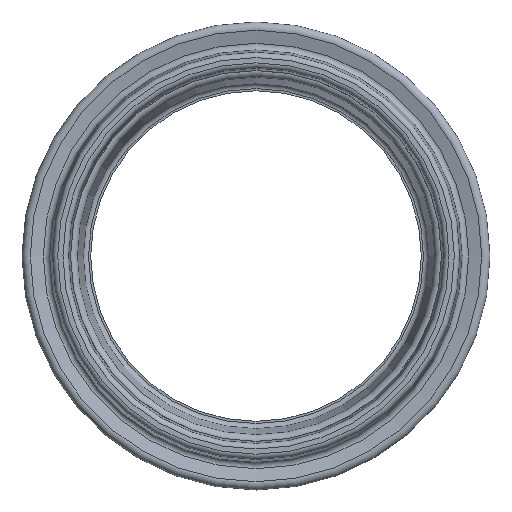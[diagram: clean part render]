
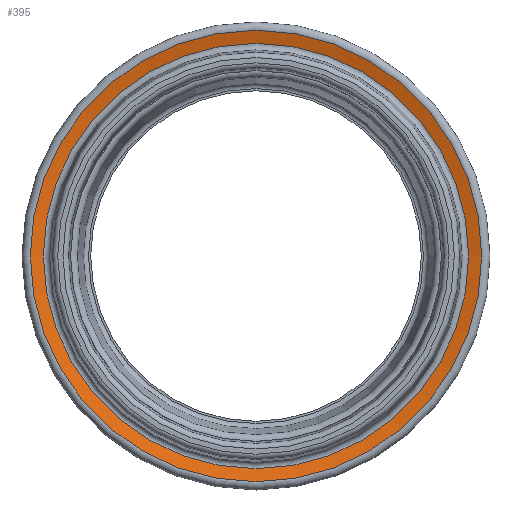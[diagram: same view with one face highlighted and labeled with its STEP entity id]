
A CAD part, top view. The second image highlights one B-rep face of the part: STEP entity #395.
In plain terms, the highlighted conical face has half-angle 75 degrees and reference radius 828.839 mm.
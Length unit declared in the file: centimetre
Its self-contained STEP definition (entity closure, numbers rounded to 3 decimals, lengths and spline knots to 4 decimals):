
#29=CONICAL_SURFACE('',#450,82.8839,1.309);
#42=LINE('',#702,#54);
#54=VECTOR('',#566,82.8839);
#88=FACE_OUTER_BOUND('',#119,.T.);
#119=EDGE_LOOP('',(#321,#322,#323,#324,#325,#326));
#160=CIRCLE('',#448,80.4148);
#161=CIRCLE('',#449,80.4148);
#162=CIRCLE('',#451,85.353);
#163=CIRCLE('',#452,85.353);
#197=VERTEX_POINT('',#695);
#198=VERTEX_POINT('',#697);
#199=VERTEX_POINT('',#701);
#200=VERTEX_POINT('',#703);
#241=EDGE_CURVE('',#198,#197,#160,.T.);
#242=EDGE_CURVE('',#197,#198,#161,.T.);
#243=EDGE_CURVE('',#198,#199,#42,.T.);
#244=EDGE_CURVE('',#200,#199,#162,.T.);
#245=EDGE_CURVE('',#199,#200,#163,.T.);
#321=ORIENTED_EDGE('',*,*,#242,.T.);
#322=ORIENTED_EDGE('',*,*,#243,.T.);
#323=ORIENTED_EDGE('',*,*,#244,.F.);
#324=ORIENTED_EDGE('',*,*,#245,.F.);
#325=ORIENTED_EDGE('',*,*,#243,.F.);
#326=ORIENTED_EDGE('',*,*,#241,.T.);
#395=ADVANCED_FACE('',(#88),#29,.F.);
#448=AXIS2_PLACEMENT_3D('',#698,#560,#561);
#449=AXIS2_PLACEMENT_3D('',#699,#562,#563);
#450=AXIS2_PLACEMENT_3D('',#700,#564,#565);
#451=AXIS2_PLACEMENT_3D('',#704,#567,#568);
#452=AXIS2_PLACEMENT_3D('',#705,#569,#570);
#560=DIRECTION('center_axis',(0.,0.,
-1.));
#561=DIRECTION('ref_axis',(1.,0.,0.));
#562=DIRECTION('center_axis',(0.,0.,
-1.));
#563=DIRECTION('ref_axis',(1.,0.,0.));
#564=DIRECTION('center_axis',(0.,0.,
1.));
#565=DIRECTION('ref_axis',(-1.,0.,0.));
#566=DIRECTION('',(0.966,0.,0.259));
#567=DIRECTION('center_axis',(0.,0.,
-1.));
#568=DIRECTION('ref_axis',(1.,0.,0.));
#569=DIRECTION('center_axis',(0.,0.,
-1.));
#570=DIRECTION('ref_axis',(1.,0.,0.));
#695=CARTESIAN_POINT('',(0.,-80.4148,14.9009));
#697=CARTESIAN_POINT('',(80.4148,0.,14.9009));
#698=CARTESIAN_POINT('Origin',(0.,0.,14.9009));
#699=CARTESIAN_POINT('Origin',(0.,0.,14.9009));
#700=CARTESIAN_POINT('Origin',(0.,0.,15.5624));
#701=CARTESIAN_POINT('',(85.353,0.,16.224));
#702=CARTESIAN_POINT('',(82.8839,0.,15.5624));
#703=CARTESIAN_POINT('',(0.,-85.353,16.224));
#704=CARTESIAN_POINT('Origin',(0.,0.,16.224));
#705=CARTESIAN_POINT('Origin',(0.,0.,16.224));
